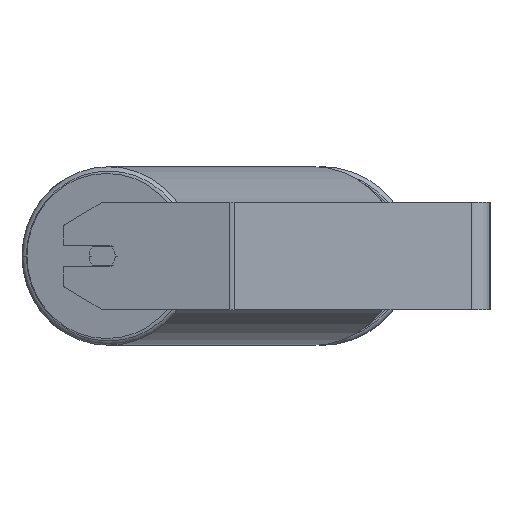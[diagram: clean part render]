
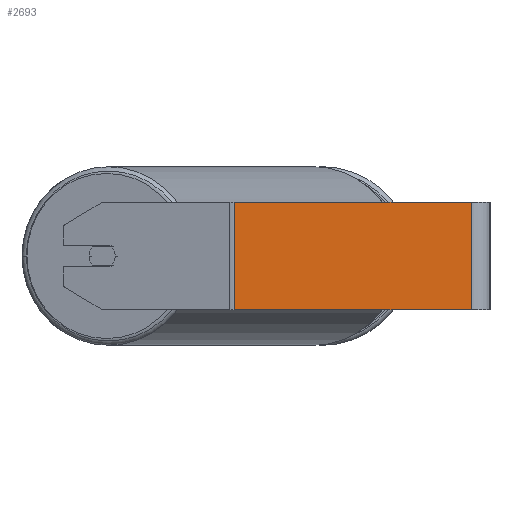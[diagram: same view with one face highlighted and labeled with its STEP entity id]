
A CAD part, left-side view. The second image highlights one B-rep face of the part: STEP entity #2693.
In plain terms, the highlighted planar face has unit normal (-1, 0, 0).
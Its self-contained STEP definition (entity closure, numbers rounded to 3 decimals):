
#181 = ORIENTED_EDGE ( 'NONE', *, *, #1553, .T. ) ;
#465 = LINE ( 'NONE', #2460, #4985 ) ;
#526 = VERTEX_POINT ( 'NONE', #7478 ) ;
#806 = EDGE_CURVE ( 'NONE', #526, #7243, #1847, .T. ) ;
#1148 = DIRECTION ( 'NONE',  ( 0., -1., 0. ) ) ;
#1553 = EDGE_CURVE ( 'NONE', #8489, #5136, #465, .T. ) ;
#1847 = LINE ( 'NONE', #8055, #7367 ) ;
#1910 = DIRECTION ( 'NONE',  ( 1., 0., 0. ) ) ;
#2074 = DIRECTION ( 'NONE',  ( 0., 0., -1. ) ) ;
#2460 = CARTESIAN_POINT ( 'NONE',  ( -955., 192.085, -40. ) ) ;
#2693 = ADVANCED_FACE ( 'NONE', ( #8070 ), #5287, .F. ) ;
#2801 = CARTESIAN_POINT ( 'NONE',  ( -955., 190.242, -40. ) ) ;
#3173 = DIRECTION ( 'NONE',  ( 0., -1., 0. ) ) ;
#3539 = EDGE_LOOP ( 'NONE', ( #181, #5204, #4584, #7738 ) ) ;
#3741 = AXIS2_PLACEMENT_3D ( 'NONE', #7408, #1910, #7317 ) ;
#3885 = EDGE_CURVE ( 'NONE', #526, #8489, #4529, .T. ) ;
#4529 = LINE ( 'NONE', #5304, #7119 ) ;
#4584 = ORIENTED_EDGE ( 'NONE', *, *, #806, .F. ) ;
#4731 = LINE ( 'NONE', #8196, #6248 ) ;
#4985 = VECTOR ( 'NONE', #3173, 1000. ) ;
#5136 = VERTEX_POINT ( 'NONE', #7423 ) ;
#5204 = ORIENTED_EDGE ( 'NONE', *, *, #6133, .F. ) ;
#5287 = PLANE ( 'NONE',  #3741 ) ;
#5304 = CARTESIAN_POINT ( 'NONE',  ( -955., 190.242, 40. ) ) ;
#5593 = CARTESIAN_POINT ( 'NONE',  ( -955., 14., 40. ) ) ;
#6133 = EDGE_CURVE ( 'NONE', #7243, #5136, #4731, .T. ) ;
#6248 = VECTOR ( 'NONE', #2074, 1000. ) ;
#7119 = VECTOR ( 'NONE', #7827, 1000. ) ;
#7243 = VERTEX_POINT ( 'NONE', #5593 ) ;
#7317 = DIRECTION ( 'NONE',  ( 0., 0., -1. ) ) ;
#7367 = VECTOR ( 'NONE', #1148, 1000. ) ;
#7408 = CARTESIAN_POINT ( 'NONE',  ( -955., 192.085, 40. ) ) ;
#7423 = CARTESIAN_POINT ( 'NONE',  ( -955., 14., -40. ) ) ;
#7478 = CARTESIAN_POINT ( 'NONE',  ( -955., 190.242, 40. ) ) ;
#7738 = ORIENTED_EDGE ( 'NONE', *, *, #3885, .T. ) ;
#7827 = DIRECTION ( 'NONE',  ( 0., 0., -1. ) ) ;
#8055 = CARTESIAN_POINT ( 'NONE',  ( -955., 192.085, 40. ) ) ;
#8070 = FACE_OUTER_BOUND ( 'NONE', #3539, .T. ) ;
#8196 = CARTESIAN_POINT ( 'NONE',  ( -955., 14., 40. ) ) ;
#8489 = VERTEX_POINT ( 'NONE', #2801 ) ;
